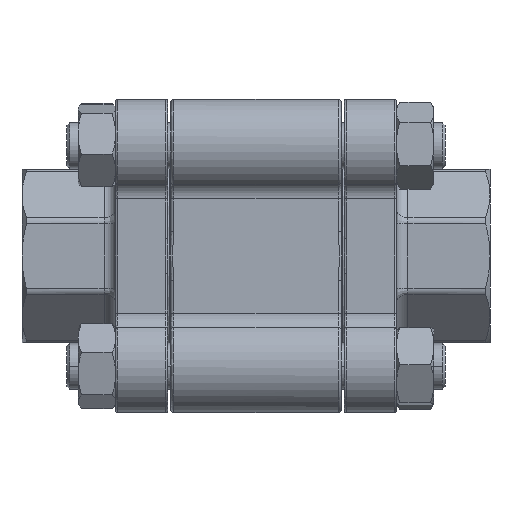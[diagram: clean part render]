
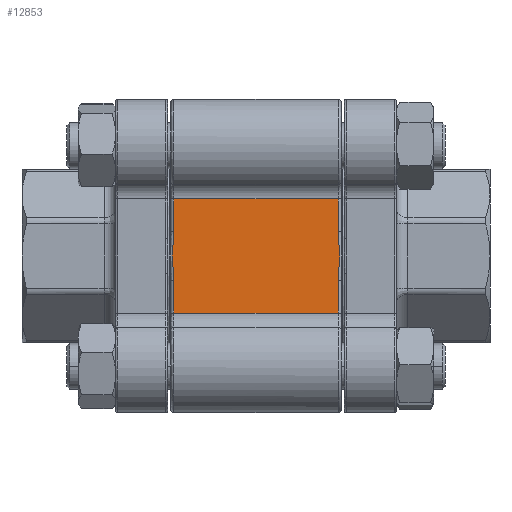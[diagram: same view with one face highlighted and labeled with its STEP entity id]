
A CAD part, front view. The second image highlights one B-rep face of the part: STEP entity #12853.
In plain terms, the highlighted planar face has unit normal (0, -1, 0).
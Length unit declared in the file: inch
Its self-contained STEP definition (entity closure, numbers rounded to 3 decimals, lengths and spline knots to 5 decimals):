
#1300 = CARTESIAN_POINT ( 'NONE',  ( 0.56102, -0.86976, -0.38867 ) ) ;
#1682 = DIRECTION ( 'NONE',  ( 0., 0., 1. ) ) ;
#3937 = CARTESIAN_POINT ( 'NONE',  ( -0.56155, -0.86976, 0.1383 ) ) ;
#9457 = CARTESIAN_POINT ( 'NONE',  ( -0.56408, -0.86976, -0.09695 ) ) ;
#9776 = CARTESIAN_POINT ( 'NONE',  ( 0.56102, -0.86976, -0.15217 ) ) ;
#9916 = DIRECTION ( 'NONE',  ( 0., 0., -1. ) ) ;
#11261 = VECTOR ( 'NONE', #1682, 39.37008 ) ;
#12578 = PLANE ( 'NONE',  #65806 ) ;
#12597 = LINE ( 'NONE', #20282, #35091 ) ;
#12809 = DIRECTION ( 'NONE',  ( 0., 0., 1. ) ) ;
#12853 = ADVANCED_FACE ( 'NONE', ( #52407 ), #12578, .F. ) ;
#14606 = CARTESIAN_POINT ( 'NONE',  ( -0.56102, -0.86976, -0.15222 ) ) ;
#15060 = VERTEX_POINT ( 'NONE', #1300 ) ;
#15257 = CARTESIAN_POINT ( 'NONE',  ( 0.56102, -0.86976, 0.16606 ) ) ;
#16005 = CARTESIAN_POINT ( 'NONE',  ( 0.56408, -0.86976, 0.09695 ) ) ;
#16378 = CARTESIAN_POINT ( 'NONE',  ( -0.56102, -0.86976, -0.38867 ) ) ;
#17061 = EDGE_LOOP ( 'NONE', ( #29569, #35636, #20438, #40855, #18862, #24821, #54638, #42618 ) ) ;
#17597 = LINE ( 'NONE', #17956, #30208 ) ;
#17896 = LINE ( 'NONE', #47091, #11261 ) ;
#17956 = CARTESIAN_POINT ( 'NONE',  ( -0.56102, -0.86976, 0.38867 ) ) ;
#18593 = CARTESIAN_POINT ( 'NONE',  ( 0.56102, -0.86976, 0.38867 ) ) ;
#18862 = ORIENTED_EDGE ( 'NONE', *, *, #40385, .F. ) ;
#19759 = CARTESIAN_POINT ( 'NONE',  ( -0.56409, -0.86976, 0.09673 ) ) ;
#20126 = CARTESIAN_POINT ( 'NONE',  ( -0.56933, -0.86976, -0.02791 ) ) ;
#20282 = CARTESIAN_POINT ( 'NONE',  ( 0.56102, -0.86976, 0.38867 ) ) ;
#20438 = ORIENTED_EDGE ( 'NONE', *, *, #26227, .F. ) ;
#20485 = CARTESIAN_POINT ( 'NONE',  ( -0.56102, -0.86976, 0.15217 ) ) ;
#20837 = CARTESIAN_POINT ( 'NONE',  ( -0.56102, -0.86976, -0.16606 ) ) ;
#21200 = CARTESIAN_POINT ( 'NONE',  ( -0.56102, -0.86976, 0.16606 ) ) ;
#21295 = LINE ( 'NONE', #54898, #25475 ) ;
#21523 = CARTESIAN_POINT ( 'NONE',  ( 0.56409, -0.86976, -0.09673 ) ) ;
#23035 = VERTEX_POINT ( 'NONE', #16378 ) ;
#24821 = ORIENTED_EDGE ( 'NONE', *, *, #28494, .F. ) ;
#25475 = VECTOR ( 'NONE', #9916, 39.37008 ) ;
#25535 = DIRECTION ( 'NONE',  ( -1., 0., 0. ) ) ;
#26051 = LINE ( 'NONE', #64830, #30215 ) ;
#26227 = EDGE_CURVE ( 'NONE', #41192, #65454, #21295, .T. ) ;
#26330 = CARTESIAN_POINT ( 'NONE',  ( 0.56718, -0.86976, 0.05553 ) ) ;
#27067 = CARTESIAN_POINT ( 'NONE',  ( 0.56102, -0.86976, 0.16606 ) ) ;
#28494 = EDGE_CURVE ( 'NONE', #71392, #65083, #45854, .T. ) ;
#29365 = CARTESIAN_POINT ( 'NONE',  ( -0.56102, -0.86976, 0.38867 ) ) ;
#29427 = EDGE_CURVE ( 'NONE', #41676, #15060, #12597, .T. ) ;
#29569 = ORIENTED_EDGE ( 'NONE', *, *, #29427, .F. ) ;
#30208 = VECTOR ( 'NONE', #12809, 39.37008 ) ;
#30215 = VECTOR ( 'NONE', #48623, 39.37008 ) ;
#31063 = VECTOR ( 'NONE', #25535, 39.37008 ) ;
#31694 = DIRECTION ( 'NONE',  ( 0., 1., 0. ) ) ;
#31915 = CARTESIAN_POINT ( 'NONE',  ( -0.56935, -0.86976, 0.02746 ) ) ;
#34667 = CARTESIAN_POINT ( 'NONE',  ( -0.56102, -0.86976, 0.16606 ) ) ;
#35091 = VECTOR ( 'NONE', #70893, 39.37008 ) ;
#35636 = ORIENTED_EDGE ( 'NONE', *, *, #51892, .F. ) ;
#35855 = CARTESIAN_POINT ( 'NONE',  ( -0.59055, -0.86976, 0.38867 ) ) ;
#37087 = CARTESIAN_POINT ( 'NONE',  ( -0.56718, -0.86976, -0.05553 ) ) ;
#37778 = CARTESIAN_POINT ( 'NONE',  ( 0.56721, -0.86976, -0.0552 ) ) ;
#38836 = B_SPLINE_CURVE_WITH_KNOTS ( 'NONE', 3,
 ( #27067, #65831, #54418, #61031, #16005, #26330, #55844, #49625, #37778, #21523, #49972, #60331, #9776, #44056 ),
 .UNSPECIFIED., .F., .F.,
 ( 4, 2, 2, 2, 2, 2, 4 ),
 ( 0., 0.125, 0.25, 0.5, 0.75, 0.875, 1. ),
 .UNSPECIFIED. ) ;
#39632 = EDGE_CURVE ( 'NONE', #15060, #23035, #26051, .T. ) ;
#39873 = EDGE_CURVE ( 'NONE', #23035, #71392, #17896, .T. ) ;
#40385 = EDGE_CURVE ( 'NONE', #65083, #64307, #17597, .T. ) ;
#40855 = ORIENTED_EDGE ( 'NONE', *, *, #59100, .T. ) ;
#41192 = VERTEX_POINT ( 'NONE', #18593 ) ;
#41676 = VERTEX_POINT ( 'NONE', #44383 ) ;
#42069 = CARTESIAN_POINT ( 'NONE',  ( -0.59055, -0.86976, 0.38867 ) ) ;
#42618 = ORIENTED_EDGE ( 'NONE', *, *, #39632, .F. ) ;
#42645 = CARTESIAN_POINT ( 'NONE',  ( -0.56721, -0.86976, 0.0552 ) ) ;
#44056 = CARTESIAN_POINT ( 'NONE',  ( 0.56102, -0.86976, -0.16606 ) ) ;
#44383 = CARTESIAN_POINT ( 'NONE',  ( 0.56102, -0.86976, -0.16606 ) ) ;
#45854 = B_SPLINE_CURVE_WITH_KNOTS ( 'NONE', 3,
 ( #20837, #14606, #49288, #70355, #9457, #37087, #20126, #31915, #42645, #19759, #65157, #3937, #20485, #21200 ),
 .UNSPECIFIED., .F., .F.,
 ( 4, 2, 2, 2, 2, 2, 4 ),
 ( 0., 0.125, 0.25, 0.5, 0.75, 0.875, 1. ),
 .UNSPECIFIED. ) ;
#47091 = CARTESIAN_POINT ( 'NONE',  ( -0.56102, -0.86976, 0.38867 ) ) ;
#48003 = DIRECTION ( 'NONE',  ( 0., 0., 1. ) ) ;
#48623 = DIRECTION ( 'NONE',  ( -1., 0., 0. ) ) ;
#49288 = CARTESIAN_POINT ( 'NONE',  ( -0.56155, -0.86976, -0.13839 ) ) ;
#49625 = CARTESIAN_POINT ( 'NONE',  ( 0.56935, -0.86976, -0.02746 ) ) ;
#49972 = CARTESIAN_POINT ( 'NONE',  ( 0.56308, -0.86976, -0.11058 ) ) ;
#51892 = EDGE_CURVE ( 'NONE', #65454, #41676, #38836, .T. ) ;
#52407 = FACE_OUTER_BOUND ( 'NONE', #17061, .T. ) ;
#54418 = CARTESIAN_POINT ( 'NONE',  ( 0.56155, -0.86976, 0.13839 ) ) ;
#54638 = ORIENTED_EDGE ( 'NONE', *, *, #39873, .F. ) ;
#54898 = CARTESIAN_POINT ( 'NONE',  ( 0.56102, -0.86976, 0.38867 ) ) ;
#54989 = CARTESIAN_POINT ( 'NONE',  ( -0.56102, -0.86976, -0.16606 ) ) ;
#55844 = CARTESIAN_POINT ( 'NONE',  ( 0.56933, -0.86976, 0.02791 ) ) ;
#59100 = EDGE_CURVE ( 'NONE', #41192, #64307, #69871, .T. ) ;
#60331 = CARTESIAN_POINT ( 'NONE',  ( 0.56155, -0.86976, -0.1383 ) ) ;
#61031 = CARTESIAN_POINT ( 'NONE',  ( 0.56307, -0.86976, 0.11076 ) ) ;
#64307 = VERTEX_POINT ( 'NONE', #29365 ) ;
#64830 = CARTESIAN_POINT ( 'NONE',  ( -0.59055, -0.86976, -0.38867 ) ) ;
#65083 = VERTEX_POINT ( 'NONE', #34667 ) ;
#65157 = CARTESIAN_POINT ( 'NONE',  ( -0.56308, -0.86976, 0.11058 ) ) ;
#65454 = VERTEX_POINT ( 'NONE', #15257 ) ;
#65806 = AXIS2_PLACEMENT_3D ( 'NONE', #42069, #31694, #48003 ) ;
#65831 = CARTESIAN_POINT ( 'NONE',  ( 0.56102, -0.86976, 0.15222 ) ) ;
#69871 = LINE ( 'NONE', #35855, #31063 ) ;
#70355 = CARTESIAN_POINT ( 'NONE',  ( -0.56307, -0.86976, -0.11076 ) ) ;
#70893 = DIRECTION ( 'NONE',  ( 0., 0., -1. ) ) ;
#71392 = VERTEX_POINT ( 'NONE', #54989 ) ;
